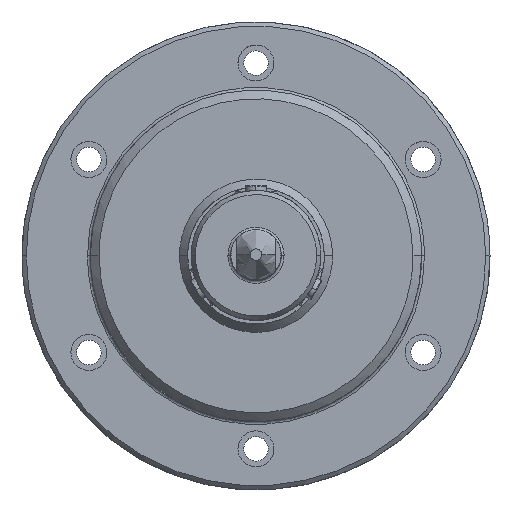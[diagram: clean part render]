
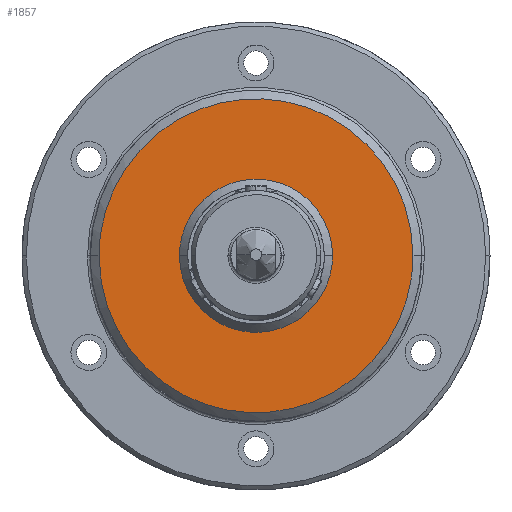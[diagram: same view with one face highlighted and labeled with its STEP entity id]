
A CAD part, top view. The second image highlights one B-rep face of the part: STEP entity #1857.
In plain terms, the highlighted free-form (B-spline) face has degree [1, 1] with [2, 2] control points.
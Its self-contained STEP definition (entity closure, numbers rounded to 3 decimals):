
#352 = EDGE_CURVE('',#353,#355,#357,.T.);
#353 = VERTEX_POINT('',#354);
#354 = CARTESIAN_POINT('',(140.475,0.,
    167.539));
#355 = VERTEX_POINT('',#356);
#356 = CARTESIAN_POINT('',(-140.475,0.,167.539));
#357 = ( BOUNDED_CURVE() B_SPLINE_CURVE(2,(#358,#359,#360,#361,#362),
.UNSPECIFIED.,.F.,.F.) B_SPLINE_CURVE_WITH_KNOTS((3,2,3),(0.,
1.571,3.142),.PIECEWISE_BEZIER_KNOTS.) CURVE() 
GEOMETRIC_REPRESENTATION_ITEM() RATIONAL_B_SPLINE_CURVE((1.,
0.707,1.,0.707,1.)) REPRESENTATION_ITEM('') );
#358 = CARTESIAN_POINT('',(140.475,0.,167.539));
#359 = CARTESIAN_POINT('',(140.475,140.475,
    167.539));
#360 = CARTESIAN_POINT('',(0.,140.475,
    167.539));
#361 = CARTESIAN_POINT('',(-140.475,140.475,
    167.539));
#362 = CARTESIAN_POINT('',(-140.475,0.,
    167.539));
#999 = VERTEX_POINT('',#1000);
#1000 = CARTESIAN_POINT('',(-57.994,0.,167.539));
#1007 = VERTEX_POINT('',#1008);
#1008 = CARTESIAN_POINT('',(57.994,0.,
    167.539));
#1013 = EDGE_CURVE('',#1007,#999,#1014,.T.);
#1014 = ( BOUNDED_CURVE() B_SPLINE_CURVE(2,(#1015,#1016,#1017,#1018,
#1019),.UNSPECIFIED.,.F.,.F.) B_SPLINE_CURVE_WITH_KNOTS((3,2,3),(
    3.142,4.712,6.283),
.PIECEWISE_BEZIER_KNOTS.) CURVE() GEOMETRIC_REPRESENTATION_ITEM() 
RATIONAL_B_SPLINE_CURVE((1.,0.707,1.,0.707,1.)) 
REPRESENTATION_ITEM('') );
#1015 = CARTESIAN_POINT('',(57.994,0.,
    167.539));
#1016 = CARTESIAN_POINT('',(57.994,-57.994,
    167.539));
#1017 = CARTESIAN_POINT('',(0.,-57.994,
    167.539));
#1018 = CARTESIAN_POINT('',(-57.994,-57.994,
    167.539));
#1019 = CARTESIAN_POINT('',(-57.994,0.,
    167.539));
#1857 = ADVANCED_FACE('',(#1858,#1869),#1880,.T.);
#1858 = FACE_BOUND('',#1859,.T.);
#1859 = EDGE_LOOP('',(#1860,#1868));
#1860 = ORIENTED_EDGE('',*,*,#1861,.T.);
#1861 = EDGE_CURVE('',#355,#353,#1862,.T.);
#1862 = ( BOUNDED_CURVE() B_SPLINE_CURVE(2,(#1863,#1864,#1865,#1866,
#1867),.UNSPECIFIED.,.F.,.F.) B_SPLINE_CURVE_WITH_KNOTS((3,2,3),(
    3.142,4.712,6.283),
.PIECEWISE_BEZIER_KNOTS.) CURVE() GEOMETRIC_REPRESENTATION_ITEM() 
RATIONAL_B_SPLINE_CURVE((1.,0.707,1.,0.707,1.)) 
REPRESENTATION_ITEM('') );
#1863 = CARTESIAN_POINT('',(-140.475,0.,
    167.539));
#1864 = CARTESIAN_POINT('',(-140.475,-140.475,
    167.539));
#1865 = CARTESIAN_POINT('',(0.,-140.475,
    167.539));
#1866 = CARTESIAN_POINT('',(140.475,-140.475,
    167.539));
#1867 = CARTESIAN_POINT('',(140.475,0.,
    167.539));
#1868 = ORIENTED_EDGE('',*,*,#352,.T.);
#1869 = FACE_BOUND('',#1870,.T.);
#1870 = EDGE_LOOP('',(#1871,#1879));
#1871 = ORIENTED_EDGE('',*,*,#1872,.T.);
#1872 = EDGE_CURVE('',#999,#1007,#1873,.T.);
#1873 = ( BOUNDED_CURVE() B_SPLINE_CURVE(2,(#1874,#1875,#1876,#1877,
#1878),.UNSPECIFIED.,.F.,.F.) B_SPLINE_CURVE_WITH_KNOTS((3,2,3),(0.,
1.571,3.142),.PIECEWISE_BEZIER_KNOTS.) CURVE() 
GEOMETRIC_REPRESENTATION_ITEM() RATIONAL_B_SPLINE_CURVE((1.,
0.707,1.,0.707,1.)) REPRESENTATION_ITEM('') );
#1874 = CARTESIAN_POINT('',(-57.994,0.,167.539));
#1875 = CARTESIAN_POINT('',(-57.994,57.994,
    167.539));
#1876 = CARTESIAN_POINT('',(0.,57.994,
    167.539));
#1877 = CARTESIAN_POINT('',(57.994,57.994,
    167.539));
#1878 = CARTESIAN_POINT('',(57.994,0.,
    167.539));
#1879 = ORIENTED_EDGE('',*,*,#1013,.T.);
#1880 = B_SPLINE_SURFACE_WITH_KNOTS('',1,1,(
    (#1881,#1882)
    ,(#1883,#1884
    )),.UNSPECIFIED.,.F.,.F.,.F.,(2,2),(2,2),(-109.,109.),(-109.,109.),
  .PIECEWISE_BEZIER_KNOTS.);
#1881 = CARTESIAN_POINT('',(-140.475,-140.475,
    167.539));
#1882 = CARTESIAN_POINT('',(-140.475,140.475,
    167.539));
#1883 = CARTESIAN_POINT('',(140.475,-140.475,
    167.539));
#1884 = CARTESIAN_POINT('',(140.475,140.475,
    167.539));
